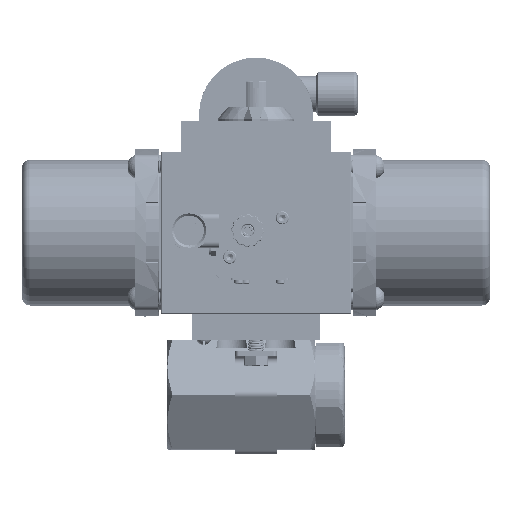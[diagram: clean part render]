
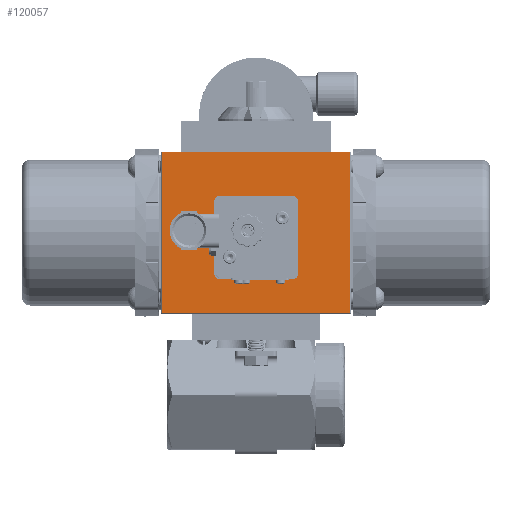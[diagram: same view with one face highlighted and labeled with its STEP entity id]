
A CAD part, top view. The second image highlights one B-rep face of the part: STEP entity #120057.
In plain terms, the highlighted planar face has unit normal (0, 0, 1).
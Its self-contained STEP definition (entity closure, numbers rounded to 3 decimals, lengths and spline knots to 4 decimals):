
#614 = DIRECTION ( 'NONE',  ( 0., -1., 0. ) ) ;
#1625 = VERTEX_POINT ( 'NONE', #165608 ) ;
#3002 = CARTESIAN_POINT ( 'NONE',  ( -0.872, 2.7675, 1.55 ) ) ;
#4620 = DIRECTION ( 'NONE',  ( 0., 1., 0. ) ) ;
#8704 = LINE ( 'NONE', #82423, #183910 ) ;
#11520 = DIRECTION ( 'NONE',  ( 0., 1., 0. ) ) ;
#14088 = FACE_BOUND ( 'NONE', #86318, .T. ) ;
#15449 = EDGE_CURVE ( 'NONE', #64164, #22627, #134024, .T. ) ;
#15705 = DIRECTION ( 'NONE',  ( -1., 0., 0. ) ) ;
#17294 = DIRECTION ( 'NONE',  ( 0., 1., 0. ) ) ;
#18984 = CIRCLE ( 'NONE', #64351, 0.125 ) ;
#20272 = ORIENTED_EDGE ( 'NONE', *, *, #69864, .F. ) ;
#20319 = CARTESIAN_POINT ( 'NONE',  ( 2.253, 5.8325, 1.55 ) ) ;
#22627 = VERTEX_POINT ( 'NONE', #39373 ) ;
#22874 = EDGE_CURVE ( 'NONE', #187034, #189359, #18984, .T. ) ;
#24990 = LINE ( 'NONE', #87144, #61476 ) ;
#25153 = CARTESIAN_POINT ( 'NONE',  ( -0.997, 4.7675, 1.55 ) ) ;
#31599 = PLANE ( 'NONE',  #145716 ) ;
#33503 = VECTOR ( 'NONE', #34762, 39.3701 ) ;
#34762 = DIRECTION ( 'NONE',  ( 0., 1., 0. ) ) ;
#38316 = LINE ( 'NONE', #127867, #33503 ) ;
#39373 = CARTESIAN_POINT ( 'NONE',  ( -2.253, 5.8125, 1.55 ) ) ;
#46532 = ORIENTED_EDGE ( 'NONE', *, *, #155266, .T. ) ;
#48698 = DIRECTION ( 'NONE',  ( 0., 0., -1. ) ) ;
#51235 = VECTOR ( 'NONE', #15705, 39.3701 ) ;
#52802 = EDGE_CURVE ( 'NONE', #115319, #176715, #73958, .T. ) ;
#56117 = AXIS2_PLACEMENT_3D ( 'NONE', #141904, #48698, #157556 ) ;
#56326 = ORIENTED_EDGE ( 'NONE', *, *, #15449, .T. ) ;
#56798 = CIRCLE ( 'NONE', #56117, 0.125 ) ;
#58876 = ORIENTED_EDGE ( 'NONE', *, *, #163364, .T. ) ;
#61476 = VECTOR ( 'NONE', #195953, 39.3701 ) ;
#64164 = VERTEX_POINT ( 'NONE', #151172 ) ;
#64192 = CARTESIAN_POINT ( 'NONE',  ( 0.878, 2.8925, 1.55 ) ) ;
#64351 = AXIS2_PLACEMENT_3D ( 'NONE', #174571, #81435, #190210 ) ;
#67098 = EDGE_CURVE ( 'NONE', #89474, #195541, #56798, .T. ) ;
#68136 = DIRECTION ( 'NONE',  ( 1., 0., 0. ) ) ;
#69864 = EDGE_CURVE ( 'NONE', #166272, #189359, #165362, .T. ) ;
#73958 = LINE ( 'NONE', #161324, #193155 ) ;
#76589 = EDGE_CURVE ( 'NONE', #166272, #1625, #86620, .T. ) ;
#79174 = CARTESIAN_POINT ( 'NONE',  ( 2.273, 5.8325, 1.55 ) ) ;
#79847 = DIRECTION ( 'NONE',  ( 0., 1., 0. ) ) ;
#81435 = DIRECTION ( 'NONE',  ( 0., 0., -1. ) ) ;
#82423 = CARTESIAN_POINT ( 'NONE',  ( -0.997, 4.7675, 1.55 ) ) ;
#82626 = VECTOR ( 'NONE', #118927, 39.3701 ) ;
#84202 = CARTESIAN_POINT ( 'NONE',  ( -0.872, 4.7675, 1.55 ) ) ;
#84587 = VECTOR ( 'NONE', #614, 39.3701 ) ;
#86318 = EDGE_LOOP ( 'NONE', ( #200195, #132031, #20272, #107874, #156644, #124987, #168957, #173827 ) ) ;
#86620 = CIRCLE ( 'NONE', #120184, 0.125 ) ;
#87144 = CARTESIAN_POINT ( 'NONE',  ( -0.997, 2.7675, 1.55 ) ) ;
#89474 = VERTEX_POINT ( 'NONE', #3002 ) ;
#103699 = CARTESIAN_POINT ( 'NONE',  ( 0.878, 2.7675, 1.55 ) ) ;
#104638 = DIRECTION ( 'NONE',  ( 0., 0., -1. ) ) ;
#105142 = ORIENTED_EDGE ( 'NONE', *, *, #52802, .T. ) ;
#107874 = ORIENTED_EDGE ( 'NONE', *, *, #76589, .T. ) ;
#108846 = CARTESIAN_POINT ( 'NONE',  ( 2.273, 5.8125, 1.55 ) ) ;
#110442 = DIRECTION ( 'NONE',  ( 0., 0., -1. ) ) ;
#115319 = VERTEX_POINT ( 'NONE', #128587 ) ;
#118927 = DIRECTION ( 'NONE',  ( -1., 0., 0. ) ) ;
#120057 = ADVANCED_FACE ( 'NONE', ( #138172, #14088 ), #31599, .F. ) ;
#120058 = EDGE_CURVE ( 'NONE', #158973, #173786, #133252, .T. ) ;
#120184 = AXIS2_PLACEMENT_3D ( 'NONE', #197820, #104638, #11520 ) ;
#121311 = VECTOR ( 'NONE', #4620, 39.3701 ) ;
#122896 = EDGE_CURVE ( 'NONE', #187034, #195541, #8704, .T. ) ;
#124987 = ORIENTED_EDGE ( 'NONE', *, *, #120058, .T. ) ;
#126173 = LINE ( 'NONE', #20319, #121311 ) ;
#127867 = CARTESIAN_POINT ( 'NONE',  ( 1.003, 4.7675, 1.55 ) ) ;
#128587 = CARTESIAN_POINT ( 'NONE',  ( -2.253, 1.9525, 1.55 ) ) ;
#130719 = CARTESIAN_POINT ( 'NONE',  ( 2.253, 1.9525, 1.55 ) ) ;
#130793 = LINE ( 'NONE', #186980, #84587 ) ;
#132031 = ORIENTED_EDGE ( 'NONE', *, *, #22874, .T. ) ;
#132914 = CARTESIAN_POINT ( 'NONE',  ( 1.003, 2.8925, 1.55 ) ) ;
#133252 = CIRCLE ( 'NONE', #135302, 0.125 ) ;
#134024 = LINE ( 'NONE', #108846, #51235 ) ;
#135302 = AXIS2_PLACEMENT_3D ( 'NONE', #64192, #173009, #79847 ) ;
#135812 = EDGE_LOOP ( 'NONE', ( #46532, #56326, #58876, #105142 ) ) ;
#138172 = FACE_OUTER_BOUND ( 'NONE', #135812, .T. ) ;
#141904 = CARTESIAN_POINT ( 'NONE',  ( -0.872, 2.8925, 1.55 ) ) ;
#145716 = AXIS2_PLACEMENT_3D ( 'NONE', #79174, #110442, #17294 ) ;
#151172 = CARTESIAN_POINT ( 'NONE',  ( 2.253, 5.8125, 1.55 ) ) ;
#155266 = EDGE_CURVE ( 'NONE', #176715, #64164, #126173, .T. ) ;
#156644 = ORIENTED_EDGE ( 'NONE', *, *, #168069, .F. ) ;
#157556 = DIRECTION ( 'NONE',  ( 0., 1., 0. ) ) ;
#158973 = VERTEX_POINT ( 'NONE', #132914 ) ;
#159492 = EDGE_CURVE ( 'NONE', #89474, #173786, #24990, .T. ) ;
#161324 = CARTESIAN_POINT ( 'NONE',  ( 2.273, 1.9525, 1.55 ) ) ;
#163364 = EDGE_CURVE ( 'NONE', #22627, #115319, #130793, .T. ) ;
#164781 = CARTESIAN_POINT ( 'NONE',  ( 0.878, 4.7675, 1.55 ) ) ;
#165362 = LINE ( 'NONE', #25153, #82626 ) ;
#165608 = CARTESIAN_POINT ( 'NONE',  ( 1.003, 4.6425, 1.55 ) ) ;
#166272 = VERTEX_POINT ( 'NONE', #164781 ) ;
#166667 = CARTESIAN_POINT ( 'NONE',  ( -0.997, 4.6425, 1.55 ) ) ;
#168069 = EDGE_CURVE ( 'NONE', #158973, #1625, #38316, .T. ) ;
#168957 = ORIENTED_EDGE ( 'NONE', *, *, #159492, .F. ) ;
#173009 = DIRECTION ( 'NONE',  ( 0., 0., -1. ) ) ;
#173786 = VERTEX_POINT ( 'NONE', #103699 ) ;
#173827 = ORIENTED_EDGE ( 'NONE', *, *, #67098, .T. ) ;
#174571 = CARTESIAN_POINT ( 'NONE',  ( -0.872, 4.6425, 1.55 ) ) ;
#175555 = DIRECTION ( 'NONE',  ( 0., -1., 0. ) ) ;
#176715 = VERTEX_POINT ( 'NONE', #130719 ) ;
#183910 = VECTOR ( 'NONE', #175555, 39.3701 ) ;
#186980 = CARTESIAN_POINT ( 'NONE',  ( -2.253, 5.8325, 1.55 ) ) ;
#187034 = VERTEX_POINT ( 'NONE', #166667 ) ;
#189359 = VERTEX_POINT ( 'NONE', #84202 ) ;
#190210 = DIRECTION ( 'NONE',  ( 0., 1., 0. ) ) ;
#193155 = VECTOR ( 'NONE', #68136, 39.3701 ) ;
#194274 = CARTESIAN_POINT ( 'NONE',  ( -0.997, 2.8925, 1.55 ) ) ;
#195541 = VERTEX_POINT ( 'NONE', #194274 ) ;
#195953 = DIRECTION ( 'NONE',  ( 1., 0., 0. ) ) ;
#197820 = CARTESIAN_POINT ( 'NONE',  ( 0.878, 4.6425, 1.55 ) ) ;
#200195 = ORIENTED_EDGE ( 'NONE', *, *, #122896, .F. ) ;
